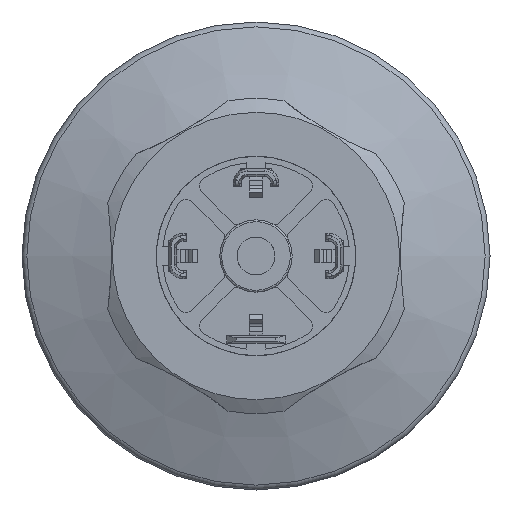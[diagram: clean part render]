
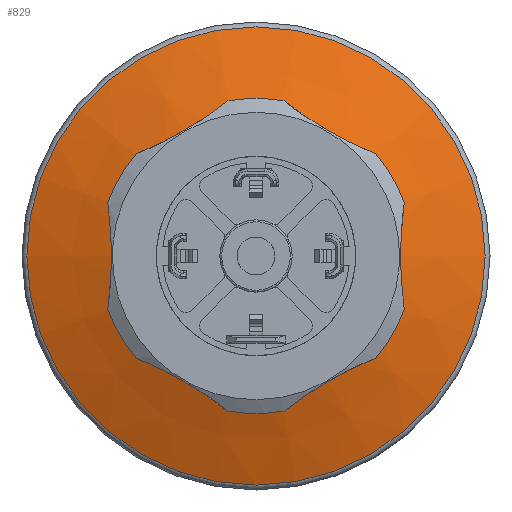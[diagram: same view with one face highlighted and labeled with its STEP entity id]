
A CAD part, front view. The second image highlights one B-rep face of the part: STEP entity #829.
In plain terms, the highlighted conical face has half-angle 70 degrees and reference radius 25.25 mm.
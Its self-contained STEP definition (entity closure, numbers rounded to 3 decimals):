
#829 = ADVANCED_FACE( '', ( #1703, #1704 ), #1705, .T. );
#1703 = FACE_OUTER_BOUND( '', #3000, .T. );
#1704 = FACE_BOUND( '', #3001, .T. );
#1705 = CONICAL_SURFACE( '', #3002, 25.25, 1.222 );
#3000 = EDGE_LOOP( '', ( #5589 ) );
#3001 = EDGE_LOOP( '', ( #5590 ) );
#3002 = AXIS2_PLACEMENT_3D( '', #5591, #5592, #5593 );
#5589 = ORIENTED_EDGE( '', *, *, #6829, .T. );
#5590 = ORIENTED_EDGE( '', *, *, #6761, .F. );
#5591 = CARTESIAN_POINT( '', ( 0., -4., 0. ) );
#5592 = DIRECTION( '', ( 0., 1., 0. ) );
#5593 = DIRECTION( '', ( 1., 0., 0. ) );
#6761 = EDGE_CURVE( '', #8392, #8392, #8393, .T. );
#6829 = EDGE_CURVE( '', #8467, #8467, #8468, .T. );
#8392 = VERTEX_POINT( '', #12270 );
#8393 = CIRCLE( '', #12271, 14.948 );
#8467 = VERTEX_POINT( '', #12409 );
#8468 = CIRCLE( '', #12410, 24.724 );
#12270 = CARTESIAN_POINT( '', ( -14.948, -7.75, 0. ) );
#12271 = AXIS2_PLACEMENT_3D( '', #13026, #13027, #13028 );
#12409 = CARTESIAN_POINT( '', ( -24.724, -4.192, 0. ) );
#12410 = AXIS2_PLACEMENT_3D( '', #13052, #13053, #13054 );
#13026 = CARTESIAN_POINT( '', ( 0., -7.75, 0. ) );
#13027 = DIRECTION( '', ( 0., -1., 0. ) );
#13028 = DIRECTION( '', ( -1., 0., 0. ) );
#13052 = CARTESIAN_POINT( '', ( 0., -4.192, 0. ) );
#13053 = DIRECTION( '', ( 0., -1., 0. ) );
#13054 = DIRECTION( '', ( -1., 0., 0. ) );
